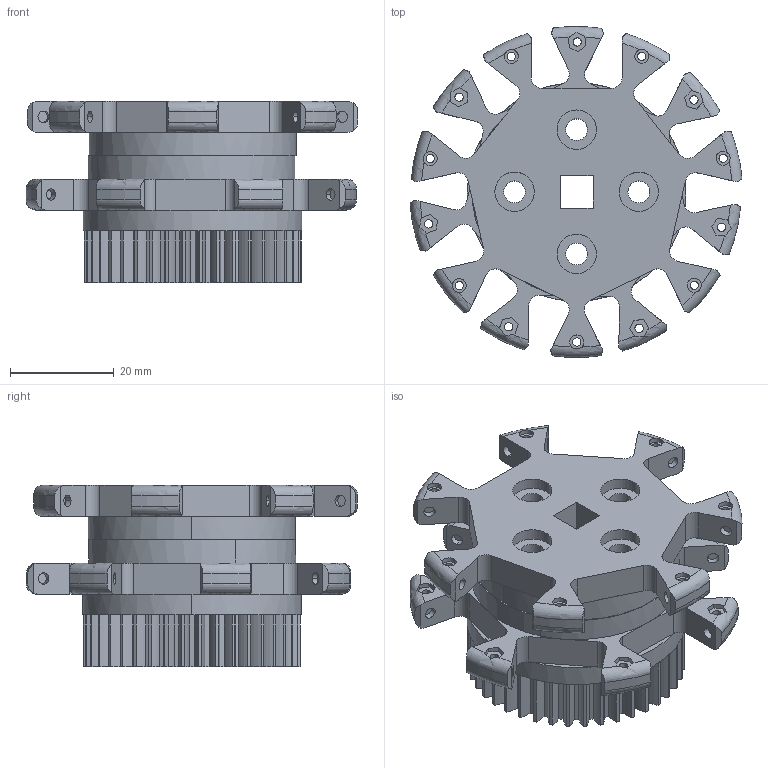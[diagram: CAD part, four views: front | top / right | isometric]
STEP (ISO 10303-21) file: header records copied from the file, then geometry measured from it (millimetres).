
FILE_DESCRIPTION (( 'STEP AP203' ), '1' );
FILE_NAME ('赻秶220俴最勀砃謫.STEP', '2024-08-27T02:36:47', ( '' ), ( '' ), 'SwSTEP 2.0', 'SolidWorks 2023', '' );
FILE_SCHEMA (( 'CONFIG_CONTROL_DESIGN' ));
Length unit declared in the file: millimetre
Products named in the file (1): 自制220行程万向轮
Bounding box: 64.08 x 63.91 x 35 mm (x, y, z)
Volume: 46028.7 mm3; surface area: 18594.3 mm2
Topology: 2 solids, 2 shells, 666 faces, 1847 edges, 1222 vertices
Faces by surface type: cylinder 355, plane 283, torus 28
Entity records: 22490 total; most frequent: CARTESIAN_POINT 4812, DIRECTION 3813, ORIENTED_EDGE 3694, EDGE_CURVE 1847, AXIS2_PLACEMENT_3D 1475, VERTEX_POINT 1222, LINE 863, VECTOR 863
